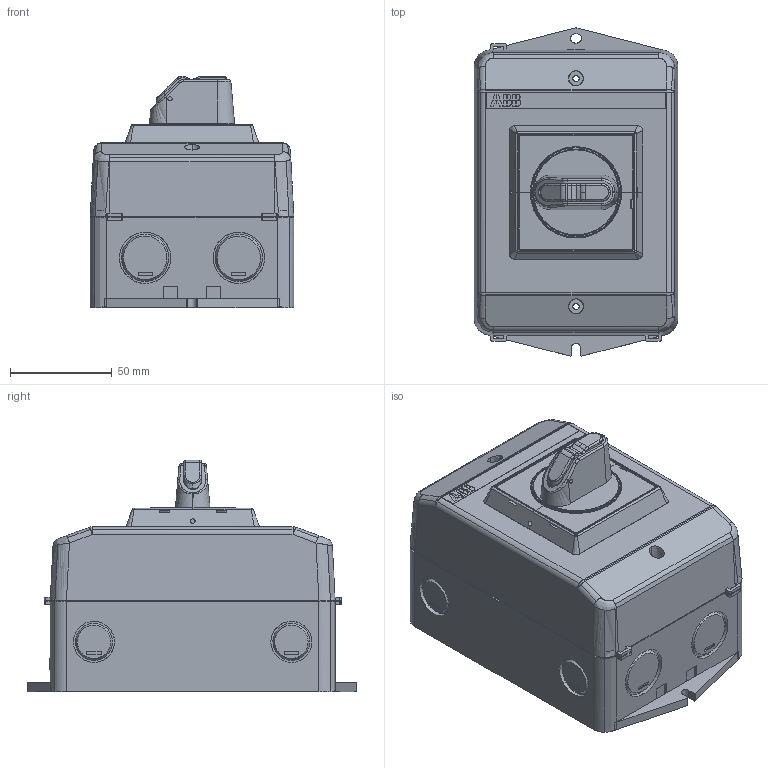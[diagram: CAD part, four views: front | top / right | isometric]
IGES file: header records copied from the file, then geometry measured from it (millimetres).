
Global section: file name: EOT16U3P3-1S.igs; preprocessor: I-DEAS 3D IGES Translator 15; date: 20140829.112100; units: millimetre
Bounding box: 100.01 x 161.21 x 113.7 mm (x, y, z)
Volume: 86241.7 mm3; surface area: 173671.9 mm2
Topology: 2 solids, 2 shells, 1697 faces, 7773 edges, 7225 vertices
Faces by surface type: bspline 1697
